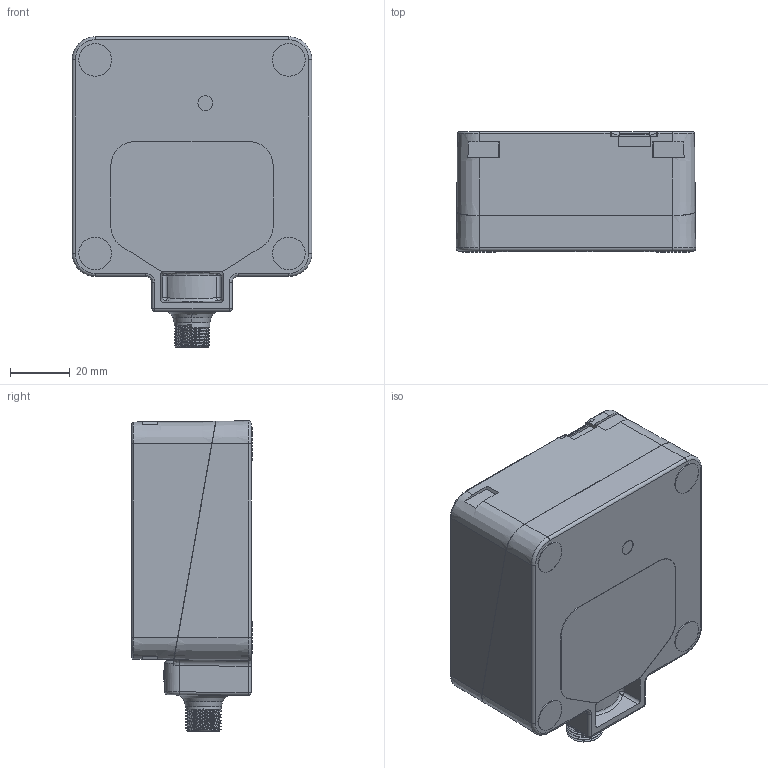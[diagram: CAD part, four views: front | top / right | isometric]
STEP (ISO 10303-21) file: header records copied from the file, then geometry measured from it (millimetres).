
FILE_DESCRIPTION((''),'2;1');
FILE_NAME('DM_CAD-6659_SW0001','2019-04-16T08:10:48',('creinig-se'),(''),'CREO PARAMETRIC BY PTC INC, 2018420','CREO PARAMETRIC BY PTC INC, 2018420','');
FILE_SCHEMA(('CONFIG_CONTROL_DESIGN','SHAPE_APPEARANCE_LAYERS_GROUPS'));
Length unit declared in the file: millimetre
Products named in the file (1): DM_CAD-6659_SW0001
Bounding box: 80.47 x 40.3 x 104.24 mm (x, y, z)
Volume: 187598.9 mm3; surface area: 55925 mm2
Topology: 1 solids, 3 shells, 571 faces, 1577 edges, 1029 vertices
Faces by surface type: plane 295, cylinder 165, torus 36, cone 34, bspline 31, sphere 8, extrusion 2
Entity records: 27046 total; most frequent: CARTESIAN_POINT 8586, ORIENTED_EDGE 3132, DIRECTION 2740, EDGE_CURVE 1566, VERTEX_POINT 1023, AXIS2_PLACEMENT_3D 936, VECTOR 868, LINE 866
